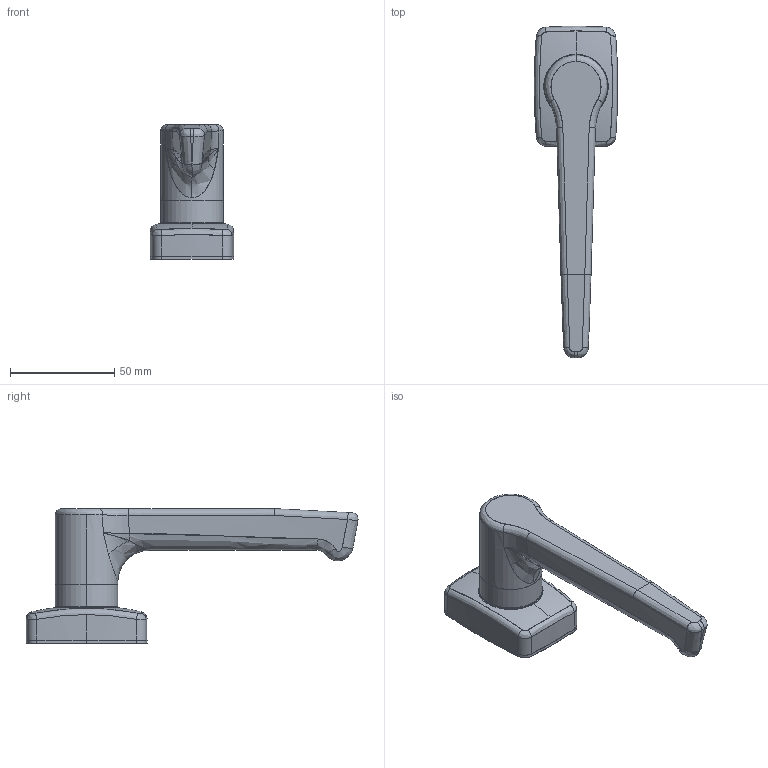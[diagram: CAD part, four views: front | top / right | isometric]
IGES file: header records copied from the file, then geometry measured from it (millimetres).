
Start section: SolidWorks IGES file using analytic representation for surfaces
Global section: file name: A-1394-2H.IGS; native system: SolidWorks 2021; preprocessor: SolidWorks 2021; author: 1300nh; date: 220411.163150; units: millimetre
Bounding box: 40 x 159.04 x 64.5 mm (x, y, z)
Surface area: 30068.6 mm2 (no closed solid volume)
Topology: 0 solids, 0 shells, 149 faces, 2784 edges, 2775 vertices
Faces by surface type: revolution 86, bspline 63
